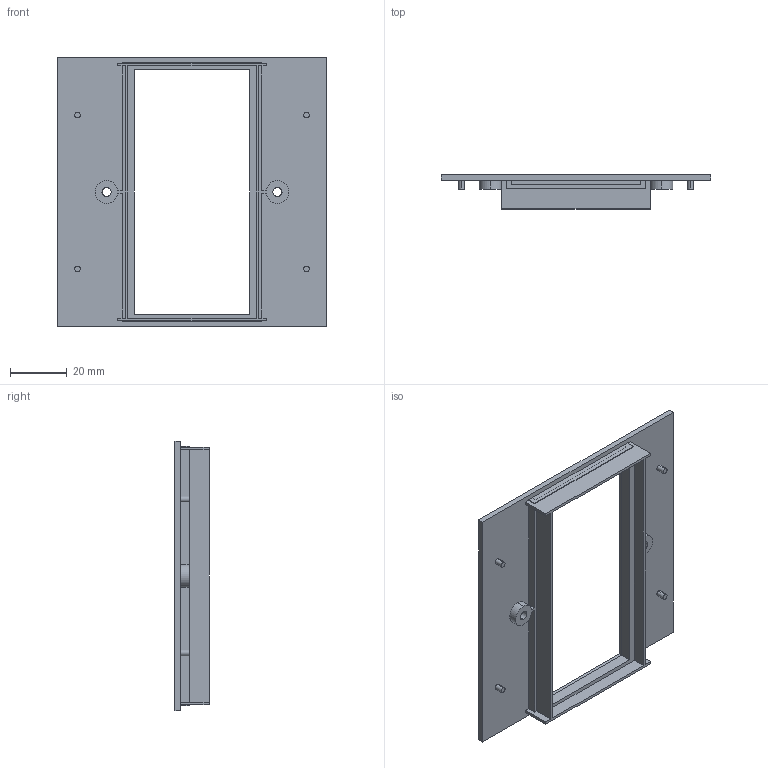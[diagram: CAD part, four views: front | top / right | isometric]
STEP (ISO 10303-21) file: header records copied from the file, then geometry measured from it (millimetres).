
FILE_DESCRIPTION((''),'2;1');
FILE_NAME('6109836','2016-04-15T',('AndreasKeweloh'),(''),'CREO PARAMETRIC BY PTC INC, 2015290','CREO PARAMETRIC BY PTC INC, 2015290','');
FILE_SCHEMA(('CONFIG_CONTROL_DESIGN'));
Length unit declared in the file: millimetre
Products named in the file (1): 6109836
Bounding box: 94.5 x 12 x 94.5 mm (x, y, z)
Volume: 15033.8 mm3; surface area: 18116.5 mm2
Topology: 1 solids, 1 shells, 79 faces, 220 edges, 152 vertices
Faces by surface type: plane 57, cylinder 22
Entity records: 2612 total; most frequent: CARTESIAN_POINT 451, ORIENTED_EDGE 440, DIRECTION 438, EDGE_CURVE 220, VECTOR 160, LINE 160, VERTEX_POINT 152, AXIS2_PLACEMENT_3D 139
